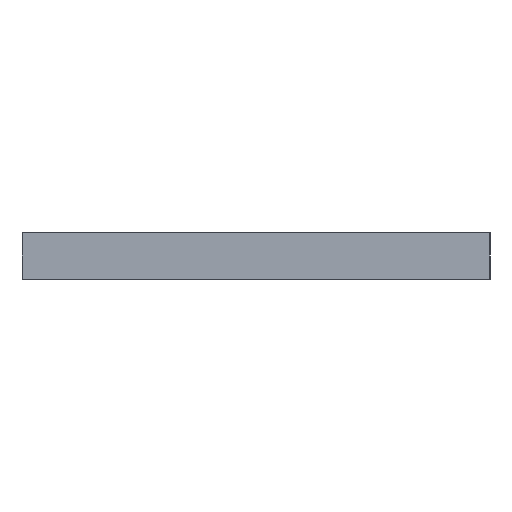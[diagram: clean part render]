
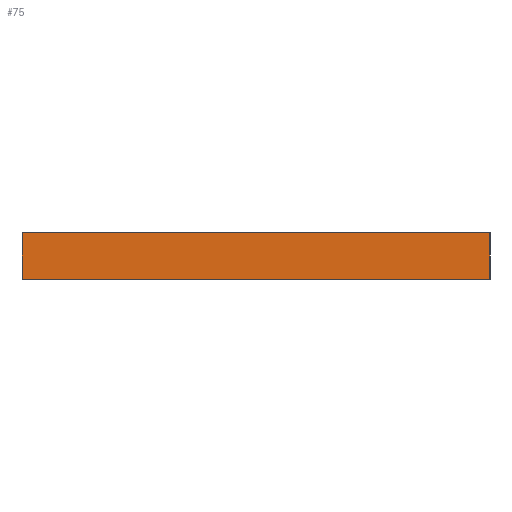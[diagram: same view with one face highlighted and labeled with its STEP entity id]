
A CAD part, left-side view. The second image highlights one B-rep face of the part: STEP entity #75.
In plain terms, the highlighted planar face has unit normal (-1, 0, 0).
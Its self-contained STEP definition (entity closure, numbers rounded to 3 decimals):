
#75=ADVANCED_FACE('',(#178),#179,.F.);
#178=FACE_OUTER_BOUND('',#340,.T.);
#179=PLANE('',#341);
#340=EDGE_LOOP('',(#521,#522,#523,#524));
#341=AXIS2_PLACEMENT_3D('',#525,#526,#527);
#521=ORIENTED_EDGE('',*,*,#895,.T.);
#522=ORIENTED_EDGE('',*,*,#896,.F.);
#523=ORIENTED_EDGE('',*,*,#897,.F.);
#524=ORIENTED_EDGE('',*,*,#898,.F.);
#525=CARTESIAN_POINT('',(0.0,20.0,2.0));
#526=DIRECTION('',(1.0,0.0,0.0));
#527=DIRECTION('',(0.0,0.0,-1.0));
#895=EDGE_CURVE('',#1070,#1071,#1072,.T.);
#896=EDGE_CURVE('',#1073,#1071,#1074,.T.);
#897=EDGE_CURVE('',#1075,#1073,#1076,.T.);
#898=EDGE_CURVE('',#1070,#1075,#1077,.T.);
#1070=VERTEX_POINT('',#1311);
#1071=VERTEX_POINT('',#1312);
#1072=LINE('',#1313,#1314);
#1073=VERTEX_POINT('',#1315);
#1074=LINE('',#1316,#1317);
#1075=VERTEX_POINT('',#1318);
#1076=LINE('',#1319,#1320);
#1077=LINE('',#1321,#1322);
#1311=CARTESIAN_POINT('',(0.0,40.0,4.0));
#1312=CARTESIAN_POINT('',(0.0,40.0,0.0));
#1313=CARTESIAN_POINT('',(0.0,40.0,2.0));
#1314=VECTOR('',#1572,1.0);
#1315=CARTESIAN_POINT('',(0.0,0.0,0.0));
#1316=CARTESIAN_POINT('',(0.0,20.0,0.0));
#1317=VECTOR('',#1573,1.0);
#1318=CARTESIAN_POINT('',(0.0,0.0,4.0));
#1319=CARTESIAN_POINT('',(0.0,0.0,2.0));
#1320=VECTOR('',#1574,1.0);
#1321=CARTESIAN_POINT('',(0.0,20.0,4.0));
#1322=VECTOR('',#1575,1.0);
#1572=DIRECTION('',(0.0,0.0,-1.0));
#1573=DIRECTION('',(0.0,1.0,0.0));
#1574=DIRECTION('',(0.0,0.0,-1.0));
#1575=DIRECTION('',(0.0,-1.0,0.0));
